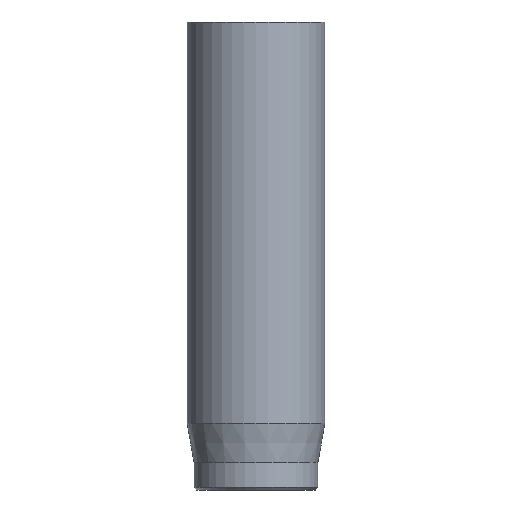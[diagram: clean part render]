
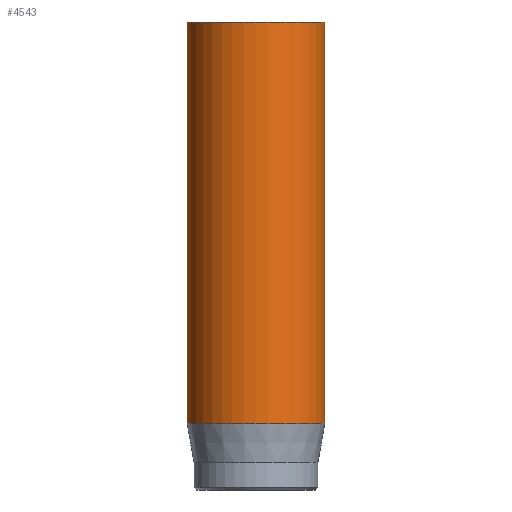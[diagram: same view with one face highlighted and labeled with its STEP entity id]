
A CAD part, front view. The second image highlights one B-rep face of the part: STEP entity #4543.
In plain terms, the highlighted cylindrical face has radius 2.5 mm (diameter 5 mm), a full revolution.
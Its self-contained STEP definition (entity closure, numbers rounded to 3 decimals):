
#32=CYLINDRICAL_SURFACE('',#4707,2.5);
#47=CIRCLE('',#4673,2.5);
#63=CIRCLE('',#4705,2.5);
#64=CIRCLE('',#4706,2.5);
#395=FACE_OUTER_BOUND('',#667,.T.);
#667=EDGE_LOOP('',(#4030,#4031,#4032,#4033,#4034));
#961=LINE('',#9001,#1263);
#1263=VECTOR('',#5180,2.5);
#2042=VERTEX_POINT('',#8939);
#2058=VERTEX_POINT('',#8995);
#2059=VERTEX_POINT('',#8996);
#2698=EDGE_CURVE('',#2042,#2042,#47,.T.);
#2722=EDGE_CURVE('',#2058,#2059,#63,.T.);
#2723=EDGE_CURVE('',#2059,#2058,#64,.T.);
#2725=EDGE_CURVE('',#2042,#2058,#961,.T.);
#4030=ORIENTED_EDGE('',*,*,#2698,.T.);
#4031=ORIENTED_EDGE('',*,*,#2725,.T.);
#4032=ORIENTED_EDGE('',*,*,#2722,.T.);
#4033=ORIENTED_EDGE('',*,*,#2723,.T.);
#4034=ORIENTED_EDGE('',*,*,#2725,.F.);
#4543=ADVANCED_FACE('',(#395),#32,.T.);
#4673=AXIS2_PLACEMENT_3D('',#8940,#5101,#5102);
#4705=AXIS2_PLACEMENT_3D('',#8997,#5173,#5174);
#4706=AXIS2_PLACEMENT_3D('',#8998,#5175,#5176);
#4707=AXIS2_PLACEMENT_3D('',#9000,#5178,#5179);
#5101=DIRECTION('center_axis',(0.,0.,-1.));
#5102=DIRECTION('ref_axis',(-1.,0.,0.));
#5173=DIRECTION('center_axis',(0.,0.,1.));
#5174=DIRECTION('ref_axis',(-1.,0.,0.));
#5175=DIRECTION('center_axis',(0.,0.,1.));
#5176=DIRECTION('ref_axis',(-1.,0.,0.));
#5178=DIRECTION('center_axis',(0.,0.,1.));
#5179=DIRECTION('ref_axis',(-1.,0.,0.));
#5180=DIRECTION('',(0.,0.,-1.));
#8939=CARTESIAN_POINT('',(2.5,0.,17.));
#8940=CARTESIAN_POINT('Origin',(0.,0.,17.));
#8995=CARTESIAN_POINT('',(2.5,0.,2.418));
#8996=CARTESIAN_POINT('',(-2.5,0.,2.418));
#8997=CARTESIAN_POINT('Origin',(0.,0.,2.418));
#8998=CARTESIAN_POINT('Origin',(0.,0.,2.418));
#9000=CARTESIAN_POINT('Origin',(0.,0.,0.));
#9001=CARTESIAN_POINT('',(2.5,0.,0.));
